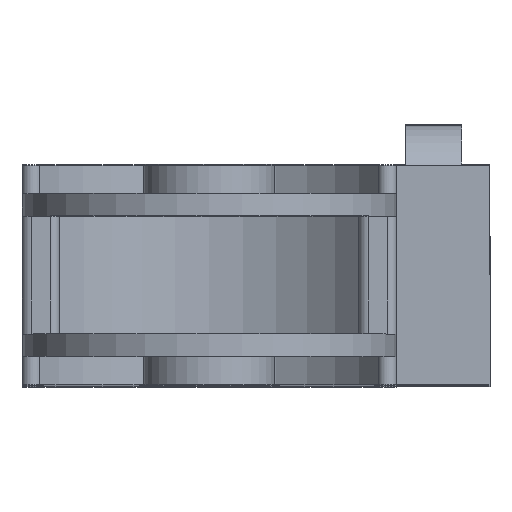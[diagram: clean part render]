
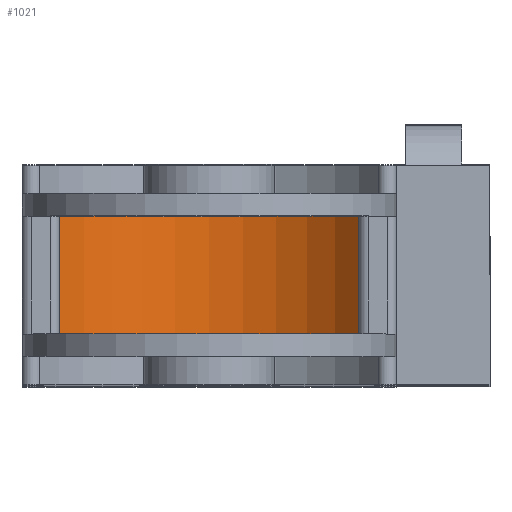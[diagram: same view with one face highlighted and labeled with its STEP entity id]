
A CAD part, top view. The second image highlights one B-rep face of the part: STEP entity #1021.
In plain terms, the highlighted cylindrical face has radius 10.5 mm (diameter 21 mm), a partial arc.
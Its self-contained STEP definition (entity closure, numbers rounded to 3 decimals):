
#45=CYLINDRICAL_SURFACE('',#1132,10.5);
#95=FACE_OUTER_BOUND('',#156,.T.);
#156=EDGE_LOOP('',(#751,#752,#753,#754));
#253=LINE('',#1675,#341);
#254=LINE('',#1679,#342);
#341=VECTOR('',#1322,10.);
#342=VECTOR('',#1325,10.);
#389=CIRCLE('',#1133,10.5);
#390=CIRCLE('',#1134,10.5);
#479=VERTEX_POINT('',#1673);
#480=VERTEX_POINT('',#1674);
#481=VERTEX_POINT('',#1676);
#482=VERTEX_POINT('',#1678);
#587=EDGE_CURVE('',#479,#480,#253,.T.);
#588=EDGE_CURVE('',#481,#479,#389,.T.);
#589=EDGE_CURVE('',#482,#481,#254,.T.);
#590=EDGE_CURVE('',#480,#482,#390,.T.);
#751=ORIENTED_EDGE('',*,*,#587,.F.);
#752=ORIENTED_EDGE('',*,*,#588,.F.);
#753=ORIENTED_EDGE('',*,*,#589,.F.);
#754=ORIENTED_EDGE('',*,*,#590,.F.);
#1021=ADVANCED_FACE('',(#95),#45,.F.);
#1132=AXIS2_PLACEMENT_3D('',#1672,#1320,#1321);
#1133=AXIS2_PLACEMENT_3D('',#1677,#1323,#1324);
#1134=AXIS2_PLACEMENT_3D('',#1680,#1326,#1327);
#1320=DIRECTION('center_axis',(0.,-1.,0.));
#1321=DIRECTION('ref_axis',(-0.864,0.,0.504));
#1322=DIRECTION('',(0.,-1.,0.));
#1323=DIRECTION('center_axis',(0.,-1.,0.));
#1324=DIRECTION('ref_axis',(-0.864,0.,0.504));
#1325=DIRECTION('',(0.,1.,0.));
#1326=DIRECTION('center_axis',(0.,1.,0.));
#1327=DIRECTION('ref_axis',(-0.864,0.,0.504));
#1672=CARTESIAN_POINT('Origin',(0.,4.35,11.));
#1673=CARTESIAN_POINT('',(8.,3.15,4.199));
#1674=CARTESIAN_POINT('',(8.,-3.15,4.199));
#1675=CARTESIAN_POINT('',(8.,4.35,4.199));
#1676=CARTESIAN_POINT('',(-8.,3.15,4.199));
#1677=CARTESIAN_POINT('Origin',(0.,3.15,11.));
#1678=CARTESIAN_POINT('',(-8.,-3.15,4.199));
#1679=CARTESIAN_POINT('',(-8.,4.35,4.199));
#1680=CARTESIAN_POINT('Origin',(0.,-3.15,11.));
